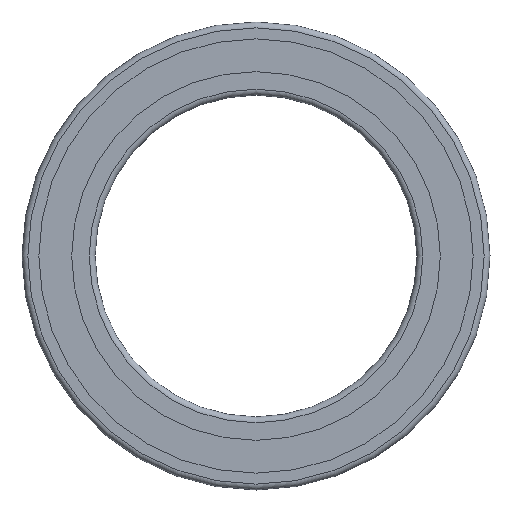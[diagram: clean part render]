
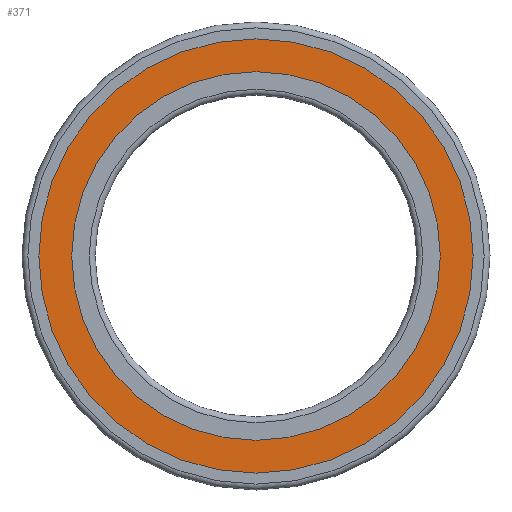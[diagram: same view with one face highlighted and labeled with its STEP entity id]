
A CAD part, left-side view. The second image highlights one B-rep face of the part: STEP entity #371.
In plain terms, the highlighted planar face has unit normal (-1, 0, 0).
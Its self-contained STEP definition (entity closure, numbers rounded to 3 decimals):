
#166=ORIENTED_EDGE('',*,*,#194,.T.);
#167=ORIENTED_EDGE('',*,*,#192,.F.);
#192=EDGE_CURVE('',#216,#216,#241,.T.);
#194=EDGE_CURVE('',#218,#218,#243,.T.);
#216=VERTEX_POINT('',#698);
#218=VERTEX_POINT('',#703);
#241=CIRCLE('',#467,37.111);
#243=CIRCLE('',#470,31.5);
#287=EDGE_LOOP('',(#166));
#288=EDGE_LOOP('',(#167));
#335=FACE_BOUND('',#287,.T.);
#336=FACE_BOUND('',#288,.T.);
#348=PLANE('',#469);
#371=ADVANCED_FACE('',(#335,#336),#348,.T.);
#467=AXIS2_PLACEMENT_3D('',#697,#581,#582);
#469=AXIS2_PLACEMENT_3D('',#701,#585,#586);
#470=AXIS2_PLACEMENT_3D('',#702,#587,#588);
#581=DIRECTION('',(1.,0.,0.));
#582=DIRECTION('',(0.,0.,-1.));
#585=DIRECTION('',(-1.,0.,0.));
#586=DIRECTION('',(0.,0.,1.));
#587=DIRECTION('',(1.,0.,0.));
#588=DIRECTION('',(0.,0.,-1.));
#697=CARTESIAN_POINT('',(0.156,0.,0.));
#698=CARTESIAN_POINT('',(0.156,0.,-37.111));
#701=CARTESIAN_POINT('',(0.156,37.111,0.));
#702=CARTESIAN_POINT('',(0.156,0.,0.));
#703=CARTESIAN_POINT('',(0.156,0.,-31.5));
